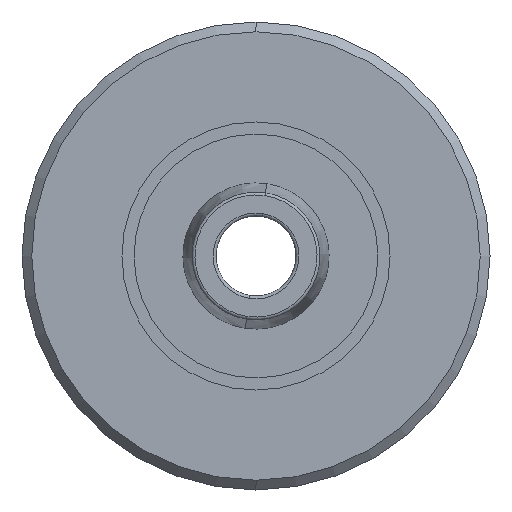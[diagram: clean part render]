
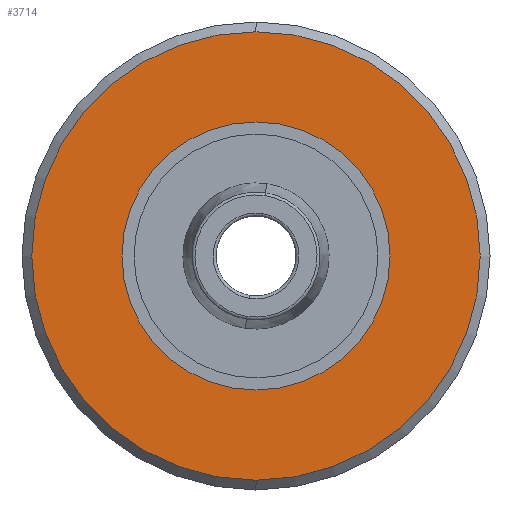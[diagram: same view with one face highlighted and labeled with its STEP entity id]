
A CAD part, left-side view. The second image highlights one B-rep face of the part: STEP entity #3714.
In plain terms, the highlighted planar face has unit normal (-1, 0, 0).
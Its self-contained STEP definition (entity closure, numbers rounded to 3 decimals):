
#340 = AXIS2_PLACEMENT_3D ( 'NONE', #4491, #9936, #6050 ) ;
#835 = EDGE_LOOP ( 'NONE', ( #4131, #7166 ) ) ;
#1106 = CARTESIAN_POINT ( 'NONE',  ( -8.5, 0., 23. ) ) ;
#1131 = FACE_BOUND ( 'NONE', #835, .T. ) ;
#1180 = EDGE_CURVE ( 'NONE', #3035, #9006, #3840, .T. ) ;
#1373 = CIRCLE ( 'NONE', #4003, 23. ) ;
#1587 = CIRCLE ( 'NONE', #9068, 13.75 ) ;
#1619 = EDGE_CURVE ( 'NONE', #3519, #2057, #6763, .T. ) ;
#1737 = DIRECTION ( 'NONE',  ( -1., 0., 0. ) ) ;
#2057 = VERTEX_POINT ( 'NONE', #8209 ) ;
#2694 = DIRECTION ( 'NONE',  ( -1., 0., 0. ) ) ;
#3035 = VERTEX_POINT ( 'NONE', #8834 ) ;
#3519 = VERTEX_POINT ( 'NONE', #4193 ) ;
#3714 = ADVANCED_FACE ( 'NONE', ( #8088, #1131 ), #9141, .F. ) ;
#3840 = CIRCLE ( 'NONE', #5934, 23. ) ;
#4003 = AXIS2_PLACEMENT_3D ( 'NONE', #8909, #2694, #9693 ) ;
#4065 = CARTESIAN_POINT ( 'NONE',  ( -8.5, 0., 0. ) ) ;
#4131 = ORIENTED_EDGE ( 'NONE', *, *, #1619, .F. ) ;
#4193 = CARTESIAN_POINT ( 'NONE',  ( -8.5, 0., 13.75 ) ) ;
#4289 = EDGE_CURVE ( 'NONE', #9006, #3035, #1373, .T. ) ;
#4491 = CARTESIAN_POINT ( 'NONE',  ( -8.5, 13.75, 0. ) ) ;
#4660 = CARTESIAN_POINT ( 'NONE',  ( -8.5, 0., 0. ) ) ;
#4913 = DIRECTION ( 'NONE',  ( 0., 0., 1. ) ) ;
#5232 = ORIENTED_EDGE ( 'NONE', *, *, #4289, .T. ) ;
#5505 = ORIENTED_EDGE ( 'NONE', *, *, #1180, .T. ) ;
#5540 = DIRECTION ( 'NONE',  ( 0., 0., 1. ) ) ;
#5934 = AXIS2_PLACEMENT_3D ( 'NONE', #4660, #8459, #7709 ) ;
#6050 = DIRECTION ( 'NONE',  ( 0., 0., -1. ) ) ;
#6763 = CIRCLE ( 'NONE', #9322, 13.75 ) ;
#7166 = ORIENTED_EDGE ( 'NONE', *, *, #8783, .F. ) ;
#7289 = EDGE_LOOP ( 'NONE', ( #5505, #5232 ) ) ;
#7709 = DIRECTION ( 'NONE',  ( 0., 0., -1. ) ) ;
#8088 = FACE_OUTER_BOUND ( 'NONE', #7289, .T. ) ;
#8209 = CARTESIAN_POINT ( 'NONE',  ( -8.5, 0., -13.75 ) ) ;
#8459 = DIRECTION ( 'NONE',  ( -1., 0., 0. ) ) ;
#8561 = CARTESIAN_POINT ( 'NONE',  ( -8.5, 0., 0. ) ) ;
#8620 = DIRECTION ( 'NONE',  ( -1., 0., 0. ) ) ;
#8783 = EDGE_CURVE ( 'NONE', #2057, #3519, #1587, .T. ) ;
#8834 = CARTESIAN_POINT ( 'NONE',  ( -8.5, 0., -23. ) ) ;
#8909 = CARTESIAN_POINT ( 'NONE',  ( -8.5, 0., 0. ) ) ;
#9006 = VERTEX_POINT ( 'NONE', #1106 ) ;
#9068 = AXIS2_PLACEMENT_3D ( 'NONE', #8561, #8620, #5540 ) ;
#9141 = PLANE ( 'NONE',  #340 ) ;
#9322 = AXIS2_PLACEMENT_3D ( 'NONE', #4065, #1737, #4913 ) ;
#9693 = DIRECTION ( 'NONE',  ( 0., 0., -1. ) ) ;
#9936 = DIRECTION ( 'NONE',  ( 1., 0., 0. ) ) ;
